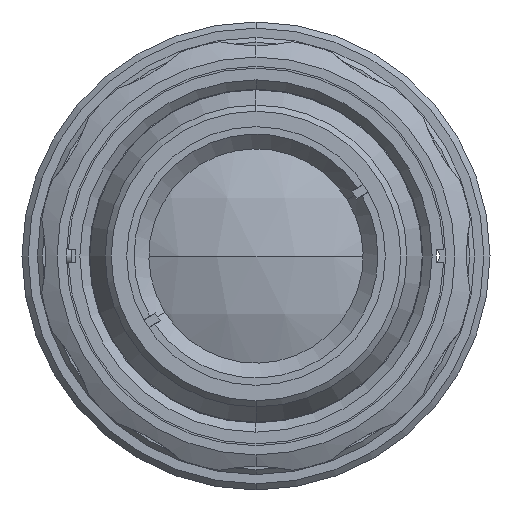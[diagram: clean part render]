
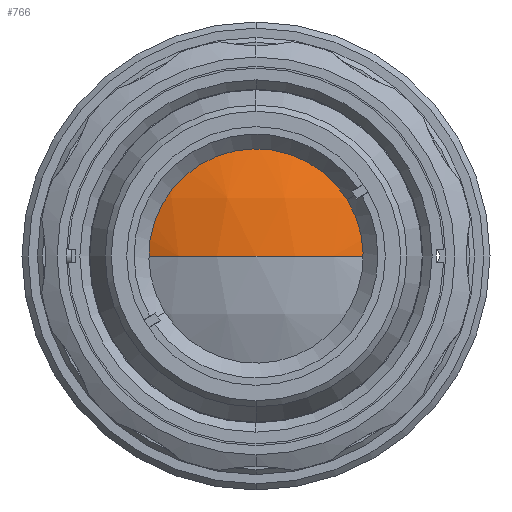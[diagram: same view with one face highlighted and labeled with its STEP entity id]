
A CAD part, left-side view. The second image highlights one B-rep face of the part: STEP entity #766.
In plain terms, the highlighted spherical face has radius 42.95 mm.
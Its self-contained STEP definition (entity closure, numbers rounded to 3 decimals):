
#452 = DIRECTION ( 'NONE',  ( 0., 1., 0. ) ) ;
#630 = CIRCLE ( 'NONE', #1061, 42.95 ) ;
#667 = EDGE_LOOP ( 'NONE', ( #2106, #4075, #3084 ) ) ;
#766 = ADVANCED_FACE ( 'NONE', ( #1281 ), #4080, .T. ) ;
#1061 = AXIS2_PLACEMENT_3D ( 'NONE', #3104, #3086, #3811 ) ;
#1070 = DIRECTION ( 'NONE',  ( 0., 0., -1. ) ) ;
#1088 = CARTESIAN_POINT ( 'NONE',  ( -236.301, 0., 0. ) ) ;
#1112 = CARTESIAN_POINT ( 'NONE',  ( -236.301, 18.5, 0. ) ) ;
#1281 = FACE_OUTER_BOUND ( 'NONE', #667, .T. ) ;
#1374 = CARTESIAN_POINT ( 'NONE',  ( -197.54, 0., 0. ) ) ;
#1402 = CARTESIAN_POINT ( 'NONE',  ( -236.301, -18.5, 0. ) ) ;
#1428 = VERTEX_POINT ( 'NONE', #1402 ) ;
#1466 = DIRECTION ( 'NONE',  ( 1., 0., 0. ) ) ;
#1492 = CIRCLE ( 'NONE', #2695, 42.95 ) ;
#1834 = CIRCLE ( 'NONE', #3669, 18.5 ) ;
#1964 = EDGE_CURVE ( 'NONE', #3080, #1428, #1834, .T. ) ;
#2065 = DIRECTION ( 'NONE',  ( 0., -1., 0. ) ) ;
#2106 = ORIENTED_EDGE ( 'NONE', *, *, #2662, .F. ) ;
#2456 = VERTEX_POINT ( 'NONE', #2933 ) ;
#2639 = CARTESIAN_POINT ( 'NONE',  ( -197.54, 0., 0. ) ) ;
#2662 = EDGE_CURVE ( 'NONE', #2456, #3080, #630, .T. ) ;
#2695 = AXIS2_PLACEMENT_3D ( 'NONE', #1374, #3003, #2065 ) ;
#2933 = CARTESIAN_POINT ( 'NONE',  ( -240.49, 0., 0. ) ) ;
#2955 = EDGE_CURVE ( 'NONE', #2456, #1428, #1492, .T. ) ;
#3003 = DIRECTION ( 'NONE',  ( 0., 0., 1. ) ) ;
#3080 = VERTEX_POINT ( 'NONE', #1112 ) ;
#3084 = ORIENTED_EDGE ( 'NONE', *, *, #1964, .F. ) ;
#3086 = DIRECTION ( 'NONE',  ( 0., 0., -1. ) ) ;
#3104 = CARTESIAN_POINT ( 'NONE',  ( -197.54, 0., 0. ) ) ;
#3327 = DIRECTION ( 'NONE',  ( 0., 0., 1. ) ) ;
#3669 = AXIS2_PLACEMENT_3D ( 'NONE', #1088, #1466, #1070 ) ;
#3747 = AXIS2_PLACEMENT_3D ( 'NONE', #2639, #3327, #452 ) ;
#3811 = DIRECTION ( 'NONE',  ( -1., 0., 0. ) ) ;
#4075 = ORIENTED_EDGE ( 'NONE', *, *, #2955, .T. ) ;
#4080 = SPHERICAL_SURFACE ( 'NONE', #3747, 42.95 ) ;
